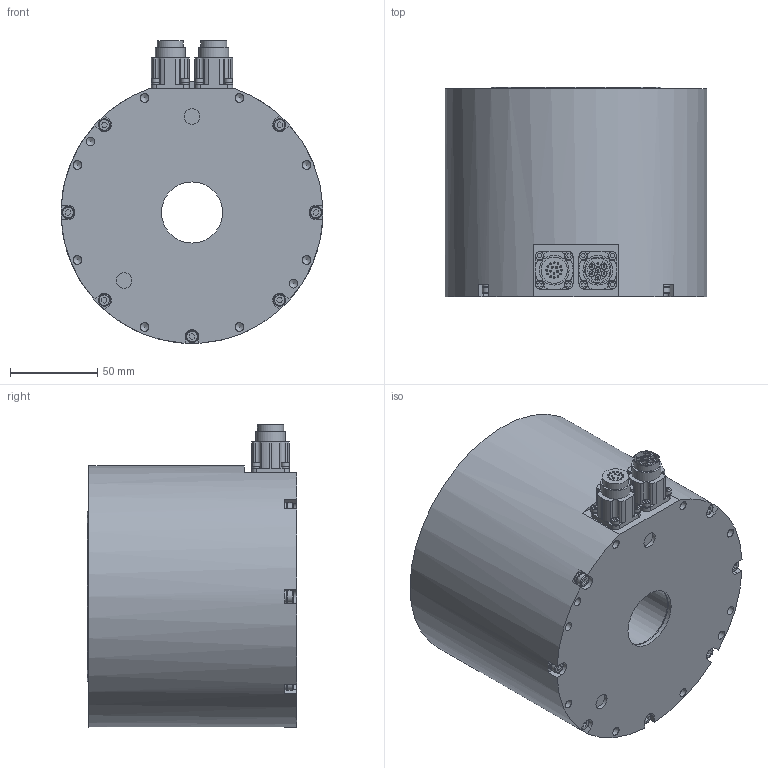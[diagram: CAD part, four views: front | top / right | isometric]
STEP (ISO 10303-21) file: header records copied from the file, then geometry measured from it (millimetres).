
FILE_DESCRIPTION (( 'STEP AP203' ), '1' );
FILE_NAME ('DMS14G(H).STEP', '2019-09-02T07:36:23', ( '' ), ( '' ), 'SwSTEP 2.0', 'SolidWorks 2015', '' );
FILE_SCHEMA (( 'CONFIG_CONTROL_DESIGN' ));
Length unit declared in the file: millimetre
Products named in the file (1): DMS14G(H)
Bounding box: 149.99 x 120 x 173.49 mm (x, y, z)
Volume: 1995995.3 mm3; surface area: 124817.6 mm2
Topology: 1 solids, 1 shells, 714 faces, 1691 edges, 1120 vertices
Faces by surface type: plane 403, cylinder 239, cone 53, bspline 12, torus 7
Full cylindrical faces by diameter (mm): 0.5 x17, 1 x24, 1.5 x2, 2.5 x7, 2.7 x8, 3.2 x6, 4.5 x8, 5 x24, 5.5 x6, 6.9 x7, 7 x7, 8.5 x12, 9 x4, 9.5 x6, 10 x6, 14.1 x1, 15 x2, 17 x2, 35 x2, 35.2 x1, 99 x1, 101 x1, 140 x1, 150 x1
Entity records: 18905 total; most frequent: CARTESIAN_POINT 3898, DIRECTION 3134, ORIENTED_EDGE 2674, EDGE_CURVE 1337, AXIS2_PLACEMENT_3D 1237, EDGE_LOOP 1104, VERTEX_POINT 997, FACE_OUTER_BOUND 886
